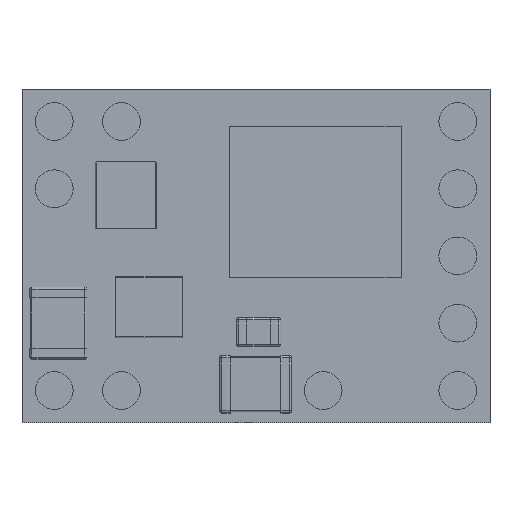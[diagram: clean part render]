
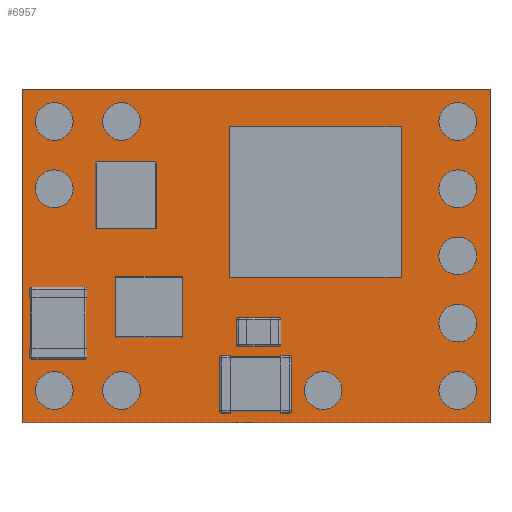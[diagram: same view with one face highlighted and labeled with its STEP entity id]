
A CAD part, top view. The second image highlights one B-rep face of the part: STEP entity #6957.
In plain terms, the highlighted planar face has unit normal (0, 0, 1).
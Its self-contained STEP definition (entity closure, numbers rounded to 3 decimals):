
#6827=CARTESIAN_POINT('',(11.049,7.874,2.6));
#6828=VERTEX_POINT('',#6827);
#6829=CARTESIAN_POINT('',(11.049,-7.874,2.6));
#6830=VERTEX_POINT('',#6829);
#6831=CARTESIAN_POINT('',(11.049,7.874,2.6));
#6832=DIRECTION('',(0.0,-1.0,0.0));
#6833=VECTOR('',#6832,15.748);
#6834=LINE('',#6831,#6833);
#6835=EDGE_CURVE('',#6828,#6830,#6834,.T.);
#6898=CARTESIAN_POINT('',(-11.049,-7.874,2.6));
#6899=VERTEX_POINT('',#6898);
#6900=CARTESIAN_POINT('',(-11.049,7.874,2.6));
#6901=VERTEX_POINT('',#6900);
#6902=CARTESIAN_POINT('',(-11.049,-7.874,2.6));
#6903=DIRECTION('',(0.0,1.0,0.0));
#6904=VECTOR('',#6903,15.748);
#6905=LINE('',#6902,#6904);
#6906=EDGE_CURVE('',#6899,#6901,#6905,.T.);
#6929=CARTESIAN_POINT('',(-11.049,7.874,2.6));
#6930=DIRECTION('',(1.0,0.0,0.0));
#6931=VECTOR('',#6930,22.098);
#6932=LINE('',#6929,#6931);
#6933=EDGE_CURVE('',#6901,#6828,#6932,.T.);
#6941=CARTESIAN_POINT('',(0.,-1.588,2.6));
#6942=DIRECTION('',(0.0,0.0,1.0));
#6943=DIRECTION('',(1.0,0.0,0.0));
#6944=AXIS2_PLACEMENT_3D('',#6941,#6942,#6943);
#6945=PLANE('',#6944);
#6946=ORIENTED_EDGE('',*,*,#6906,.F.);
#6947=CARTESIAN_POINT('',(11.049,-7.874,2.6));
#6948=DIRECTION('',(-1.0,0.0,0.0));
#6949=VECTOR('',#6948,22.098);
#6950=LINE('',#6947,#6949);
#6951=EDGE_CURVE('',#6830,#6899,#6950,.T.);
#6952=ORIENTED_EDGE('',*,*,#6951,.F.);
#6953=ORIENTED_EDGE('',*,*,#6835,.F.);
#6954=ORIENTED_EDGE('',*,*,#6933,.F.);
#6955=EDGE_LOOP('',(#6946,#6952,#6953,#6954));
#6956=FACE_OUTER_BOUND('',#6955,.T.);
#6957=ADVANCED_FACE('',(#6956),#6945,.T.);
